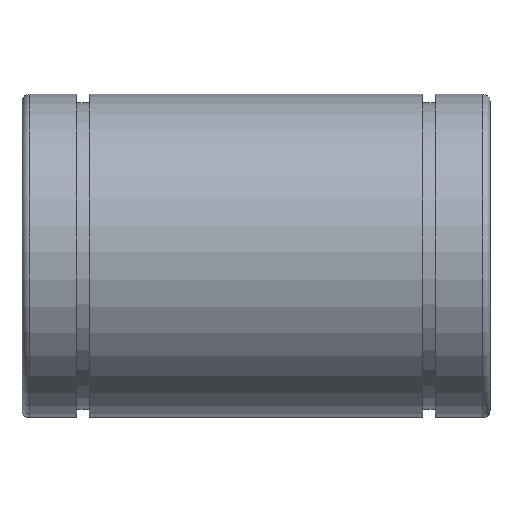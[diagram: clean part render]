
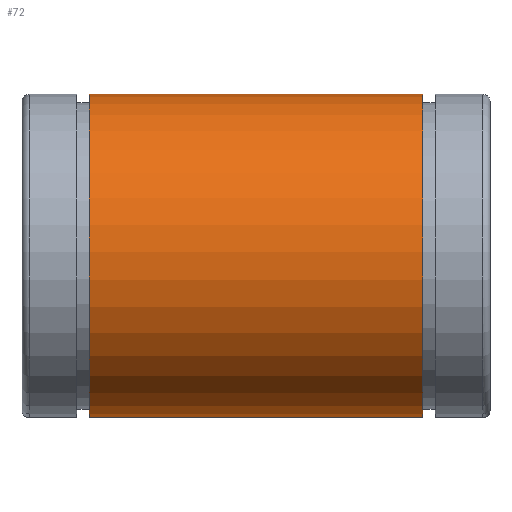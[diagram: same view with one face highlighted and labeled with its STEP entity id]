
A CAD part, top view. The second image highlights one B-rep face of the part: STEP entity #72.
In plain terms, the highlighted cylindrical face has radius 23.5 mm (diameter 47 mm), a partial arc.
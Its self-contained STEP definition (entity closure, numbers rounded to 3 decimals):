
#72 = ADVANCED_FACE( '', ( #140 ), #141, .T. );
#140 = FACE_OUTER_BOUND( '', #201, .T. );
#141 = CYLINDRICAL_SURFACE( '', #202, 23.5 );
#201 = EDGE_LOOP( '', ( #355, #356, #357, #358 ) );
#202 = AXIS2_PLACEMENT_3D( '', #359, #360, #361 );
#355 = ORIENTED_EDGE( '', *, *, #399, .F. );
#356 = ORIENTED_EDGE( '', *, *, #407, .T. );
#357 = ORIENTED_EDGE( '', *, *, #434, .T. );
#358 = ORIENTED_EDGE( '', *, *, #429, .T. );
#359 = CARTESIAN_POINT( '', ( 68., 0., 0. ) );
#360 = DIRECTION( '', ( -1., 0., 0. ) );
#361 = DIRECTION( '', ( 0., 0., -1. ) );
#399 = EDGE_CURVE( '', #478, #480, #481, .T. );
#407 = EDGE_CURVE( '', #478, #492, #494, .F. );
#429 = EDGE_CURVE( '', #525, #480, #526, .T. );
#434 = EDGE_CURVE( '', #492, #525, #532, .T. );
#478 = VERTEX_POINT( '', #598 );
#480 = VERTEX_POINT( '', #601 );
#481 = CIRCLE( '', #602, 23.5 );
#492 = VERTEX_POINT( '', #626 );
#494 = LINE( '', #629, #630 );
#525 = VERTEX_POINT( '', #705 );
#526 = LINE( '', #706, #707 );
#532 = CIRCLE( '', #716, 23.5 );
#598 = CARTESIAN_POINT( '', ( 58.2, -23.479, -1. ) );
#601 = CARTESIAN_POINT( '', ( 58.2, -23.479, 1. ) );
#602 = AXIS2_PLACEMENT_3D( '', #754, #755, #756 );
#626 = CARTESIAN_POINT( '', ( 9.8, -23.479, -1. ) );
#629 = CARTESIAN_POINT( '', ( 68., -23.479, -1. ) );
#630 = VECTOR( '', #762, 1000. );
#705 = CARTESIAN_POINT( '', ( 9.8, -23.479, 1. ) );
#706 = CARTESIAN_POINT( '', ( 68., -23.479, 1. ) );
#707 = VECTOR( '', #782, 1000. );
#716 = AXIS2_PLACEMENT_3D( '', #786, #787, #788 );
#754 = CARTESIAN_POINT( '', ( 58.2, 0., 0. ) );
#755 = DIRECTION( '', ( 1., 0., 0. ) );
#756 = DIRECTION( '', ( 0., 0., -1. ) );
#762 = DIRECTION( '', ( 1., 0., 0. ) );
#782 = DIRECTION( '', ( 1., 0., 0. ) );
#786 = CARTESIAN_POINT( '', ( 9.8, 0., 0. ) );
#787 = DIRECTION( '', ( 1., 0., 0. ) );
#788 = DIRECTION( '', ( 0., 0., -1. ) );
